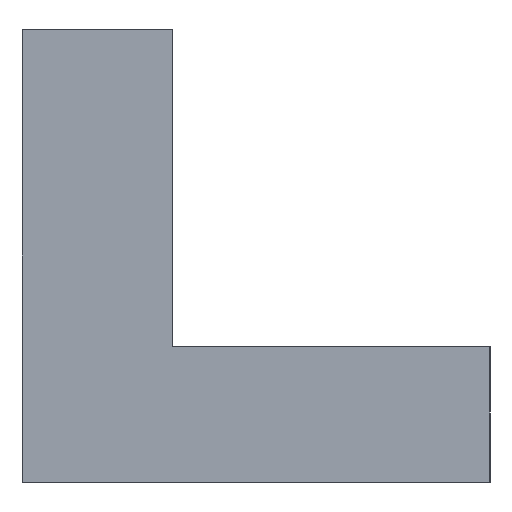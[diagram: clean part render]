
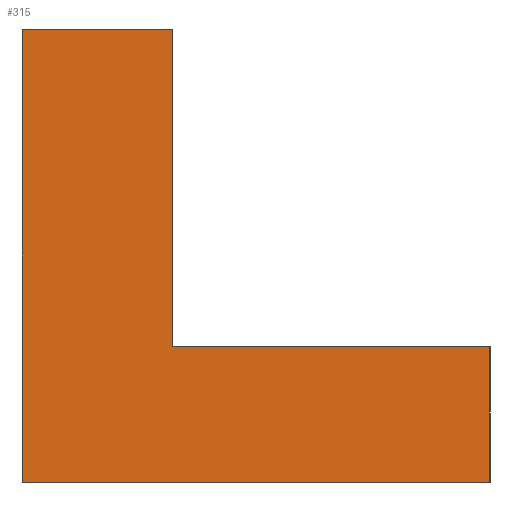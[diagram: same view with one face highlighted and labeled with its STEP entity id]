
A CAD part, left-side view. The second image highlights one B-rep face of the part: STEP entity #315.
In plain terms, the highlighted planar face has unit normal (-1, 0, 0).
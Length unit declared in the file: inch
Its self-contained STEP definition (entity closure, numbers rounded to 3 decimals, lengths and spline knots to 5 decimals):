
#29=FACE_OUTER_BOUND('',#45,.T.);
#45=EDGE_LOOP('',(#271,#272,#273,#274,#275,#276));
#58=LINE('',#449,#100);
#63=LINE('',#459,#105);
#66=LINE('',#465,#108);
#80=LINE('',#493,#122);
#84=LINE('',#501,#126);
#88=LINE('',#508,#130);
#100=VECTOR('',#368,0.3937);
#105=VECTOR('',#377,0.3937);
#108=VECTOR('',#382,0.3937);
#122=VECTOR('',#404,0.3937);
#126=VECTOR('',#412,0.3937);
#130=VECTOR('',#420,0.3937);
#139=VERTEX_POINT('',#446);
#140=VERTEX_POINT('',#448);
#143=VERTEX_POINT('',#458);
#145=VERTEX_POINT('',#464);
#155=VERTEX_POINT('',#492);
#157=VERTEX_POINT('',#500);
#170=EDGE_CURVE('',#139,#140,#58,.T.);
#175=EDGE_CURVE('',#143,#140,#63,.T.);
#178=EDGE_CURVE('',#145,#143,#66,.T.);
#192=EDGE_CURVE('',#145,#155,#80,.T.);
#196=EDGE_CURVE('',#155,#157,#84,.T.);
#200=EDGE_CURVE('',#157,#139,#88,.T.);
#271=ORIENTED_EDGE('',*,*,#192,.F.);
#272=ORIENTED_EDGE('',*,*,#178,.T.);
#273=ORIENTED_EDGE('',*,*,#175,.T.);
#274=ORIENTED_EDGE('',*,*,#170,.F.);
#275=ORIENTED_EDGE('',*,*,#200,.F.);
#276=ORIENTED_EDGE('',*,*,#196,.F.);
#299=PLANE('',#345);
#315=ADVANCED_FACE('',(#29),#299,.T.);
#345=AXIS2_PLACEMENT_3D('',#507,#418,#419);
#368=DIRECTION('',(0.,-1.,0.));
#377=DIRECTION('',(0.,0.,1.));
#382=DIRECTION('',(0.,1.,0.));
#404=DIRECTION('',(0.,0.,-1.));
#412=DIRECTION('',(0.,1.,0.));
#418=DIRECTION('center_axis',(-1.,0.,0.));
#419=DIRECTION('ref_axis',(0.,0.,1.));
#420=DIRECTION('',(0.,0.,1.));
#446=CARTESIAN_POINT('',(-2.1,3.1,2.55));
#448=CARTESIAN_POINT('',(-2.1,2.1,2.55));
#449=CARTESIAN_POINT('',(-2.1,2.1,2.55));
#458=CARTESIAN_POINT('',(-2.1,2.1,0.45));
#459=CARTESIAN_POINT('',(-2.1,2.1,0.45));
#464=CARTESIAN_POINT('',(-2.1,0.,0.45));
#465=CARTESIAN_POINT('',(-2.1,0.,0.45));
#492=CARTESIAN_POINT('',(-2.1,0.,-0.45));
#493=CARTESIAN_POINT('',(-2.1,0.,0.45));
#500=CARTESIAN_POINT('',(-2.1,3.1,-0.45));
#501=CARTESIAN_POINT('',(-2.1,0.,-0.45));
#507=CARTESIAN_POINT('Origin',(-2.1,0.,-0.45));
#508=CARTESIAN_POINT('',(-2.1,3.1,0.45));
